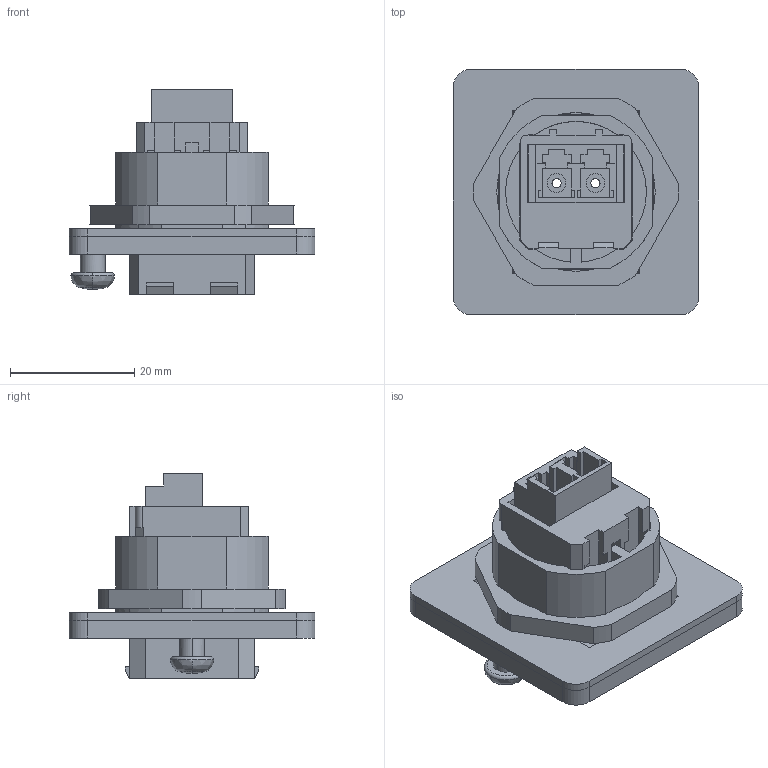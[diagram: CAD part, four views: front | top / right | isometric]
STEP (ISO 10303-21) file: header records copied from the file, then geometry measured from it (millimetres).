
FILE_DESCRIPTION(('CATIA V5 STEP Exchange','CAx-IF Rec.Pracs.--- Model Styling and Organization---1.4--- 2014-01-23'),'2;1');
FILE_NAME ('005236-3_0', '2020-08-17T05:24:59+00:00', ('none'), ('Weidmueller'), 'CATIA Version 5-6 Release 2016 SP3 HF44', 'CATIA V5 STEP AP214', 'none');
FILE_SCHEMA(('AUTOMOTIVE_DESIGN { 1 0 10303 214 1 1 1 1 }'));
Length unit declared in the file: millimetre
Products named in the file (1): 1062610000
Bounding box: 39.6 x 39.6 x 33 mm (x, y, z)
Volume: 12034.6 mm3; surface area: 14748.5 mm2
Topology: 4 solids, 4 shells, 493 faces, 1461 edges, 973 vertices
Faces by surface type: plane 410, cylinder 73, bspline 4, sphere 4, torus 2
Entity records: 15546 total; most frequent: CARTESIAN_POINT 2981, ORIENTED_EDGE 2914, DIRECTION 2094, EDGE_CURVE 1457, VECTOR 1269, LINE 1269, VERTEX_POINT 973, EDGE_LOOP 516
